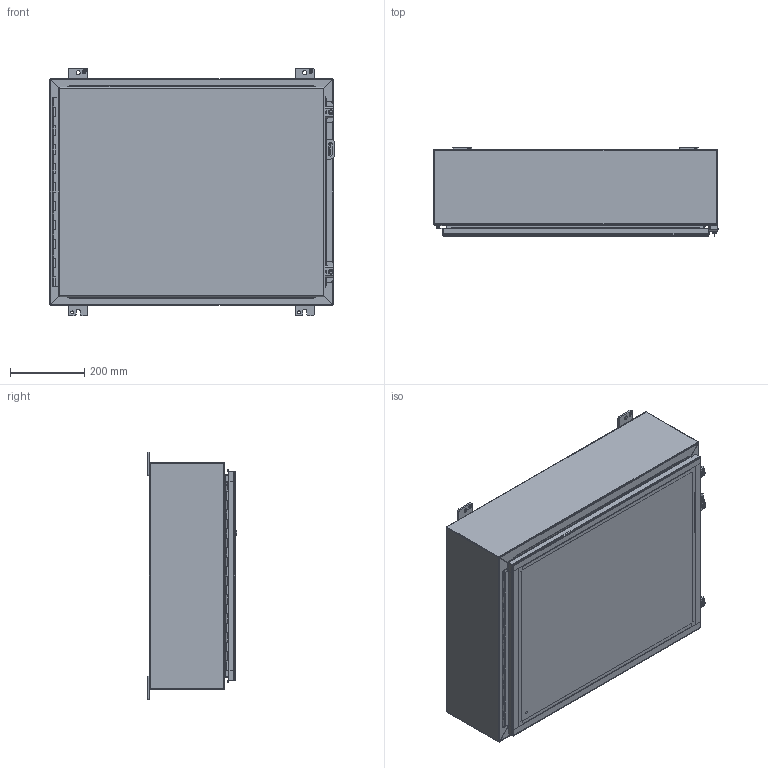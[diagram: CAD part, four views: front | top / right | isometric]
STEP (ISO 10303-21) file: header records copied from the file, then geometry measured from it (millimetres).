
FILE_DESCRIPTION (( 'STEP AP203' ), '1' );
FILE_NAME ('1418KR8_Default.step', '2019-10-31T19:36:17', ( 'ADC123' ), ( 'Microsoft' ), 'SwSTEP 2.0', 'SolidWorks 2019', '' );
FILE_SCHEMA (( 'CONFIG_CONTROL_DESIGN' ));
Length unit declared in the file: inch
Products named in the file (1): 1418KR8_Default
Bounding box: 765.17 x 239.7 x 666.75 mm (x, y, z)
Volume: 4302335.7 mm3; surface area: 4377466.6 mm2
Topology: 38 solids, 38 shells, 1156 faces, 2942 edges, 1892 vertices
Faces by surface type: plane 715, cylinder 372, bspline 58, cone 11
Entity records: 37207 total; most frequent: CARTESIAN_POINT 9118, ORIENTED_EDGE 5884, DIRECTION 5690, EDGE_CURVE 2942, VECTOR 2082, LINE 2082, VERTEX_POINT 1892, AXIS2_PLACEMENT_3D 1804
